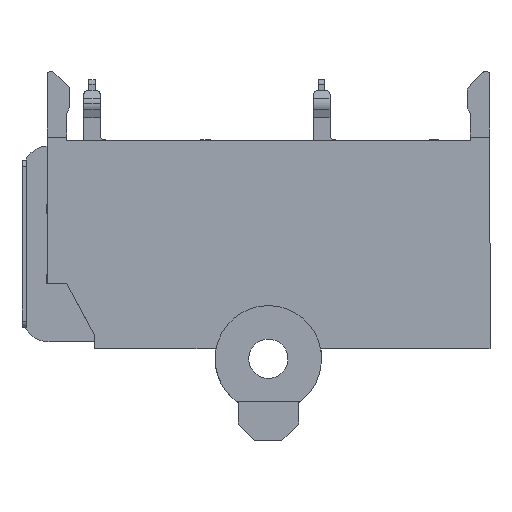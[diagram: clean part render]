
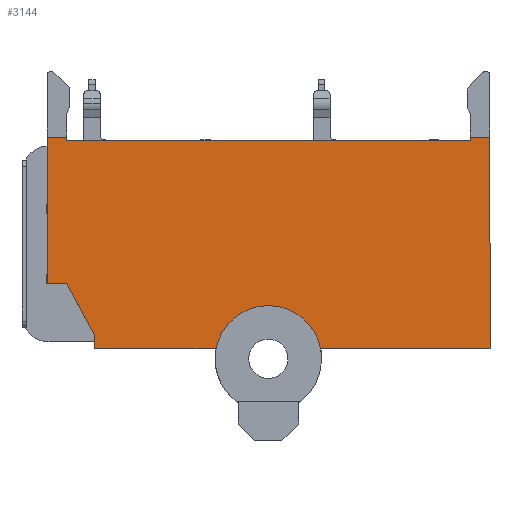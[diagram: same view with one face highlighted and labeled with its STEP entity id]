
A CAD part, front view. The second image highlights one B-rep face of the part: STEP entity #3144.
In plain terms, the highlighted planar face has unit normal (0, -1, 0).
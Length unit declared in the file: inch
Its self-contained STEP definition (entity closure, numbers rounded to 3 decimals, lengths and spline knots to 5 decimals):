
#36 = CARTESIAN_POINT ( 'NONE',  ( 0.56102, -0.512, 0.256 ) ) ;
#84 = EDGE_CURVE ( 'NONE', #3714, #2872, #3023, .T. ) ;
#148 = ORIENTED_EDGE ( 'NONE', *, *, #720, .T. ) ;
#184 = CARTESIAN_POINT ( 'NONE',  ( 0.03003, -0.512, -0.0945 ) ) ;
#196 = CARTESIAN_POINT ( 'NONE',  ( 0.51402, -0.512, 0.256 ) ) ;
#217 = DIRECTION ( 'NONE',  ( 1., 0., 0. ) ) ;
#310 = DIRECTION ( 'NONE',  ( 0., -1., 0. ) ) ;
#387 = ORIENTED_EDGE ( 'NONE', *, *, #84, .T. ) ;
#470 = ORIENTED_EDGE ( 'NONE', *, *, #4704, .F. ) ;
#474 = CARTESIAN_POINT ( 'NONE',  ( -0.38658, -0.512, -0.21949 ) ) ;
#481 = DIRECTION ( 'NONE',  ( 0., 0., -1. ) ) ;
#496 = LINE ( 'NONE', #4809, #530 ) ;
#530 = VECTOR ( 'NONE', #481, 39.37008 ) ;
#552 = ORIENTED_EDGE ( 'NONE', *, *, #1373, .T. ) ;
#608 = CARTESIAN_POINT ( 'NONE',  ( -0.52221, -0.512, 0.26616 ) ) ;
#683 = PLANE ( 'NONE',  #3628 ) ;
#710 = LINE ( 'NONE', #4896, #725 ) ;
#718 = LINE ( 'NONE', #4404, #732 ) ;
#720 = EDGE_CURVE ( 'NONE', #3059, #5524, #2188, .T. ) ;
#725 = VECTOR ( 'NONE', #4772, 39.37008 ) ;
#732 = VECTOR ( 'NONE', #4302, 39.37008 ) ;
#756 = DIRECTION ( 'NONE',  ( 0., 0., -1. ) ) ;
#801 = CARTESIAN_POINT ( 'NONE',  ( 0.02952, -0.512, -0.2755 ) ) ;
#805 = CARTESIAN_POINT ( 'NONE',  ( 0.56102, -0.512, -0.252 ) ) ;
#807 = DIRECTION ( 'NONE',  ( 0., 1., 0. ) ) ;
#868 = DIRECTION ( 'NONE',  ( 0., 0., 1. ) ) ;
#978 = ORIENTED_EDGE ( 'NONE', *, *, #2082, .T. ) ;
#1057 = LINE ( 'NONE', #4228, #1071 ) ;
#1069 = ORIENTED_EDGE ( 'NONE', *, *, #5051, .T. ) ;
#1071 = VECTOR ( 'NONE', #4355, 39.37008 ) ;
#1088 = LINE ( 'NONE', #3027, #1101 ) ;
#1101 = VECTOR ( 'NONE', #3328, 39.37008 ) ;
#1181 = CIRCLE ( 'NONE', #2225, 0.1275 ) ;
#1248 = VECTOR ( 'NONE', #1927, 39.37008 ) ;
#1315 = ORIENTED_EDGE ( 'NONE', *, *, #3316, .T. ) ;
#1373 = EDGE_CURVE ( 'NONE', #2872, #2918, #1181, .T. ) ;
#1616 = CARTESIAN_POINT ( 'NONE',  ( 0.03003, -0.512, -0.252 ) ) ;
#1745 = ORIENTED_EDGE ( 'NONE', *, *, #4560, .T. ) ;
#1845 = CIRCLE ( 'NONE', #5887, 0.1275 ) ;
#1879 = CARTESIAN_POINT ( 'NONE',  ( -0.45397, -0.512, -0.0945 ) ) ;
#1927 = DIRECTION ( 'NONE',  ( 1., 0., 0. ) ) ;
#2009 = CARTESIAN_POINT ( 'NONE',  ( -0.45397, -0.512, 0.247 ) ) ;
#2024 = EDGE_CURVE ( 'NONE', #2327, #5820, #4536, .T. ) ;
#2051 = CARTESIAN_POINT ( 'NONE',  ( 0.02952, -0.512, -0.148 ) ) ;
#2062 = DIRECTION ( 'NONE',  ( 0.475, 0., -0.88 ) ) ;
#2079 = DIRECTION ( 'NONE',  ( -1., 0., 0. ) ) ;
#2082 = EDGE_CURVE ( 'NONE', #4015, #2894, #2400, .T. ) ;
#2188 = LINE ( 'NONE', #2630, #5701 ) ;
#2225 = AXIS2_PLACEMENT_3D ( 'NONE', #801, #807, #868 ) ;
#2264 = DIRECTION ( 'NONE',  ( 0., 0., -1. ) ) ;
#2288 = CARTESIAN_POINT ( 'NONE',  ( -0.09579, -0.512, -0.252 ) ) ;
#2327 = VERTEX_POINT ( 'NONE', #5342 ) ;
#2358 = CARTESIAN_POINT ( 'NONE',  ( -0.38658, -0.512, -0.23575 ) ) ;
#2395 = VECTOR ( 'NONE', #2079, 39.37008 ) ;
#2400 = LINE ( 'NONE', #5044, #2395 ) ;
#2529 = EDGE_CURVE ( 'NONE', #4181, #3714, #4907, .T. ) ;
#2560 = VERTEX_POINT ( 'NONE', #2009 ) ;
#2615 = DIRECTION ( 'NONE',  ( -1., 0., 0. ) ) ;
#2627 = VERTEX_POINT ( 'NONE', #805 ) ;
#2630 = CARTESIAN_POINT ( 'NONE',  ( 0.03003, -0.512, 0.256 ) ) ;
#2658 = CARTESIAN_POINT ( 'NONE',  ( 0.51402, -0.512, 0.247 ) ) ;
#2859 = CARTESIAN_POINT ( 'NONE',  ( -0.45397, -0.512, 0.256 ) ) ;
#2872 = VERTEX_POINT ( 'NONE', #2288 ) ;
#2894 = VERTEX_POINT ( 'NONE', #3217 ) ;
#2918 = VERTEX_POINT ( 'NONE', #2051 ) ;
#3023 = LINE ( 'NONE', #4908, #3035 ) ;
#3027 = CARTESIAN_POINT ( 'NONE',  ( -0.50097, -0.512, 0.15465 ) ) ;
#3035 = VECTOR ( 'NONE', #4882, 39.37008 ) ;
#3059 = VERTEX_POINT ( 'NONE', #36 ) ;
#3144 = ADVANCED_FACE ( 'NONE', ( #5241 ), #683, .T. ) ;
#3217 = CARTESIAN_POINT ( 'NONE',  ( -0.50097, -0.512, 0.256 ) ) ;
#3316 = EDGE_CURVE ( 'NONE', #5820, #4181, #5511, .T. ) ;
#3328 = DIRECTION ( 'NONE',  ( 0., 0., -1. ) ) ;
#3332 = ORIENTED_EDGE ( 'NONE', *, *, #4728, .T. ) ;
#3415 = ORIENTED_EDGE ( 'NONE', *, *, #5430, .T. ) ;
#3611 = ORIENTED_EDGE ( 'NONE', *, *, #5007, .T. ) ;
#3628 = AXIS2_PLACEMENT_3D ( 'NONE', #608, #310, #756 ) ;
#3702 = LINE ( 'NONE', #1616, #1248 ) ;
#3714 = VERTEX_POINT ( 'NONE', #5137 ) ;
#3810 = ORIENTED_EDGE ( 'NONE', *, *, #4998, .F. ) ;
#3999 = ORIENTED_EDGE ( 'NONE', *, *, #2529, .T. ) ;
#4015 = VERTEX_POINT ( 'NONE', #2859 ) ;
#4181 = VERTEX_POINT ( 'NONE', #474 ) ;
#4228 = CARTESIAN_POINT ( 'NONE',  ( 0.56102, -0.512, 0.0759 ) ) ;
#4302 = DIRECTION ( 'NONE',  ( 0., 0., 1. ) ) ;
#4355 = DIRECTION ( 'NONE',  ( 0., 0., -1. ) ) ;
#4357 = EDGE_LOOP ( 'NONE', ( #470, #3332, #978, #3611, #4811, #1315, #3999, #387, #552, #3415, #1069, #3810, #148, #1745 ) ) ;
#4404 = CARTESIAN_POINT ( 'NONE',  ( -0.45397, -0.512, 0.002 ) ) ;
#4473 = VECTOR ( 'NONE', #217, 39.37008 ) ;
#4521 = VERTEX_POINT ( 'NONE', #4798 ) ;
#4536 = LINE ( 'NONE', #184, #4473 ) ;
#4560 = EDGE_CURVE ( 'NONE', #5524, #4832, #496, .T. ) ;
#4704 = EDGE_CURVE ( 'NONE', #2560, #4832, #710, .T. ) ;
#4728 = EDGE_CURVE ( 'NONE', #2560, #4015, #718, .T. ) ;
#4772 = DIRECTION ( 'NONE',  ( 1., 0., 0. ) ) ;
#4796 = VECTOR ( 'NONE', #2264, 39.37008 ) ;
#4798 = CARTESIAN_POINT ( 'NONE',  ( 0.15484, -0.512, -0.252 ) ) ;
#4809 = CARTESIAN_POINT ( 'NONE',  ( 0.51402, -0.512, 0.27972 ) ) ;
#4811 = ORIENTED_EDGE ( 'NONE', *, *, #2024, .T. ) ;
#4832 = VERTEX_POINT ( 'NONE', #2658 ) ;
#4863 = DIRECTION ( 'NONE',  ( 0., 0., 1. ) ) ;
#4882 = DIRECTION ( 'NONE',  ( 1., 0., 0. ) ) ;
#4896 = CARTESIAN_POINT ( 'NONE',  ( 0.03003, -0.512, 0.247 ) ) ;
#4907 = LINE ( 'NONE', #2358, #4796 ) ;
#4908 = CARTESIAN_POINT ( 'NONE',  ( 0.03003, -0.512, -0.252 ) ) ;
#4947 = DIRECTION ( 'NONE',  ( 0., 1., 0. ) ) ;
#4998 = EDGE_CURVE ( 'NONE', #3059, #2627, #1057, .T. ) ;
#5005 = CARTESIAN_POINT ( 'NONE',  ( 0.02952, -0.512, -0.2755 ) ) ;
#5007 = EDGE_CURVE ( 'NONE', #2894, #2327, #1088, .T. ) ;
#5044 = CARTESIAN_POINT ( 'NONE',  ( 0.03003, -0.512, 0.256 ) ) ;
#5051 = EDGE_CURVE ( 'NONE', #4521, #2627, #3702, .T. ) ;
#5137 = CARTESIAN_POINT ( 'NONE',  ( -0.38658, -0.512, -0.252 ) ) ;
#5241 = FACE_OUTER_BOUND ( 'NONE', #4357, .T. ) ;
#5342 = CARTESIAN_POINT ( 'NONE',  ( -0.50097, -0.512, -0.0945 ) ) ;
#5430 = EDGE_CURVE ( 'NONE', #2918, #4521, #1845, .T. ) ;
#5511 = LINE ( 'NONE', #1879, #5635 ) ;
#5524 = VERTEX_POINT ( 'NONE', #196 ) ;
#5635 = VECTOR ( 'NONE', #2062, 39.37008 ) ;
#5701 = VECTOR ( 'NONE', #2615, 39.37008 ) ;
#5706 = CARTESIAN_POINT ( 'NONE',  ( -0.45397, -0.512, -0.0945 ) ) ;
#5820 = VERTEX_POINT ( 'NONE', #5706 ) ;
#5887 = AXIS2_PLACEMENT_3D ( 'NONE', #5005, #4947, #4863 ) ;
